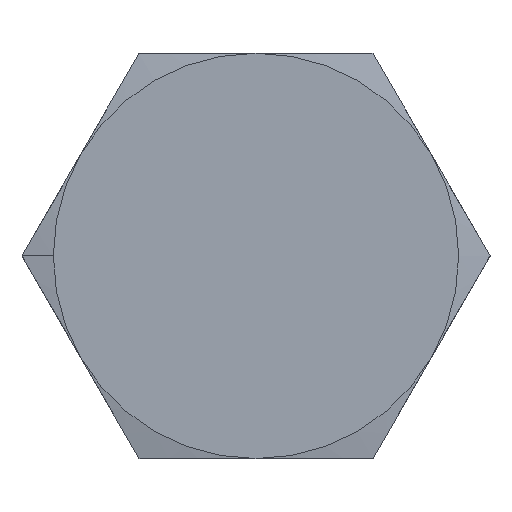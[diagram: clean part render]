
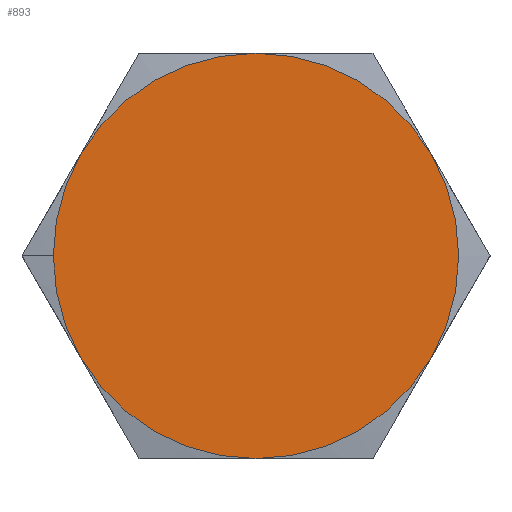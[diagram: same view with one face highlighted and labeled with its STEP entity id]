
A CAD part, top view. The second image highlights one B-rep face of the part: STEP entity #893.
In plain terms, the highlighted planar face has unit normal (0, 0, 1).
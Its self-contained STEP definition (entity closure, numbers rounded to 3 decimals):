
#9 = EDGE_CURVE ( 'NONE', #588, #865, #69, .T. ) ;
#34 = VERTEX_POINT ( 'NONE', #91 ) ;
#41 = EDGE_CURVE ( 'NONE', #533, #534, #89, .T. ) ;
#65 = DIRECTION ( 'NONE',  ( -1., 0., 0. ) ) ;
#66 = DIRECTION ( 'NONE',  ( 0., 0., -1. ) ) ;
#67 = CARTESIAN_POINT ( 'NONE',  ( 0., 0., 13.5 ) ) ;
#68 = AXIS2_PLACEMENT_3D ( 'NONE', #67, #66, #65 ) ;
#69 = CIRCLE ( 'NONE', #68, 18. ) ;
#85 = DIRECTION ( 'NONE',  ( -1., 0., 0. ) ) ;
#86 = DIRECTION ( 'NONE',  ( 0., 0., -1. ) ) ;
#87 = CARTESIAN_POINT ( 'NONE',  ( 0., 0., 13.5 ) ) ;
#88 = AXIS2_PLACEMENT_3D ( 'NONE', #87, #86, #85 ) ;
#89 = CIRCLE ( 'NONE', #88, 18. ) ;
#91 = CARTESIAN_POINT ( 'NONE',  ( 0., -18., 13.5 ) ) ;
#131 = CARTESIAN_POINT ( 'NONE',  ( 0., 18., 13.5 ) ) ;
#153 = CARTESIAN_POINT ( 'NONE',  ( -18., 0., 13.5 ) ) ;
#154 = CARTESIAN_POINT ( 'NONE',  ( -15.588, -9., 13.5 ) ) ;
#164 = CARTESIAN_POINT ( 'NONE',  ( -15.588, 9., 13.5 ) ) ;
#186 = DIRECTION ( 'NONE',  ( -1., 0., 0. ) ) ;
#187 = DIRECTION ( 'NONE',  ( 0., 0., -1. ) ) ;
#188 = AXIS2_PLACEMENT_3D ( 'NONE', #197, #187, #186 ) ;
#189 = CIRCLE ( 'NONE', #188, 18. ) ;
#196 = CARTESIAN_POINT ( 'NONE',  ( 0., 0., 13.5 ) ) ;
#197 = CARTESIAN_POINT ( 'NONE',  ( 0., 0., 13.5 ) ) ;
#216 = CARTESIAN_POINT ( 'NONE',  ( 15.588, 9., 13.5 ) ) ;
#244 = DIRECTION ( 'NONE',  ( -1., 0., 0. ) ) ;
#245 = DIRECTION ( 'NONE',  ( 0., 0., -1. ) ) ;
#246 = AXIS2_PLACEMENT_3D ( 'NONE', #196, #245, #244 ) ;
#247 = CIRCLE ( 'NONE', #246, 18. ) ;
#274 = DIRECTION ( 'NONE',  ( -1., 0., 0. ) ) ;
#275 = DIRECTION ( 'NONE',  ( 0., 0., -1. ) ) ;
#276 = CARTESIAN_POINT ( 'NONE',  ( 0., 0., 13.5 ) ) ;
#277 = AXIS2_PLACEMENT_3D ( 'NONE', #276, #275, #274 ) ;
#278 = CIRCLE ( 'NONE', #277, 18. ) ;
#295 = DIRECTION ( 'NONE',  ( -1., 0., 0. ) ) ;
#296 = DIRECTION ( 'NONE',  ( 0., 0., -1. ) ) ;
#297 = CARTESIAN_POINT ( 'NONE',  ( 0., 0., 13.5 ) ) ;
#298 = AXIS2_PLACEMENT_3D ( 'NONE', #297, #296, #295 ) ;
#299 = CIRCLE ( 'NONE', #298, 18. ) ;
#305 = CARTESIAN_POINT ( 'NONE',  ( 0., 0., 13.5 ) ) ;
#363 = DIRECTION ( 'NONE',  ( 1., 0., 0. ) ) ;
#364 = DIRECTION ( 'NONE',  ( 0., 0., 1. ) ) ;
#365 = AXIS2_PLACEMENT_3D ( 'NONE', #305, #364, #363 ) ;
#366 = CIRCLE ( 'NONE', #365, 18. ) ;
#533 = VERTEX_POINT ( 'NONE', #154 ) ;
#534 = VERTEX_POINT ( 'NONE', #153 ) ;
#543 = VERTEX_POINT ( 'NONE', #131 ) ;
#551 = VERTEX_POINT ( 'NONE', #164 ) ;
#566 = EDGE_CURVE ( 'NONE', #34, #533, #189, .T. ) ;
#568 = EDGE_CURVE ( 'NONE', #534, #551, #247, .T. ) ;
#588 = VERTEX_POINT ( 'NONE', #216 ) ;
#605 = EDGE_CURVE ( 'NONE', #865, #34, #299, .T. ) ;
#639 = CARTESIAN_POINT ( 'NONE',  ( 15.588, -9., 13.5 ) ) ;
#644 = DIRECTION ( 'NONE',  ( -1., 0., 0. ) ) ;
#645 = DIRECTION ( 'NONE',  ( 0., 0., -1. ) ) ;
#646 = AXIS2_PLACEMENT_3D ( 'NONE', #647, #645, #644 ) ;
#647 = CARTESIAN_POINT ( 'NONE',  ( 0., 20.785, 13.5 ) ) ;
#648 = PLANE ( 'NONE',  #646 ) ;
#652 = FACE_OUTER_BOUND ( 'NONE', #808, .T. ) ;
#752 = ORIENTED_EDGE ( 'NONE', *, *, #772, .T. ) ;
#753 = EDGE_CURVE ( 'NONE', #551, #543, #278, .T. ) ;
#756 = ORIENTED_EDGE ( 'NONE', *, *, #9, .F. ) ;
#770 = ORIENTED_EDGE ( 'NONE', *, *, #605, .F. ) ;
#772 = EDGE_CURVE ( 'NONE', #588, #543, #366, .T. ) ;
#784 = ORIENTED_EDGE ( 'NONE', *, *, #566, .F. ) ;
#797 = ORIENTED_EDGE ( 'NONE', *, *, #41, .F. ) ;
#808 = EDGE_LOOP ( 'NONE', ( #892, #895, #797, #784, #770, #756, #752 ) ) ;
#865 = VERTEX_POINT ( 'NONE', #639 ) ;
#892 = ORIENTED_EDGE ( 'NONE', *, *, #753, .F. ) ;
#893 = ADVANCED_FACE ( 'NONE', ( #652 ), #648, .F. ) ;
#895 = ORIENTED_EDGE ( 'NONE', *, *, #568, .F. ) ;
